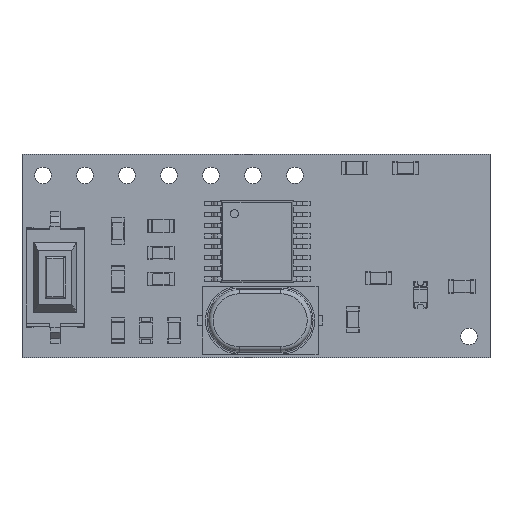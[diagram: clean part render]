
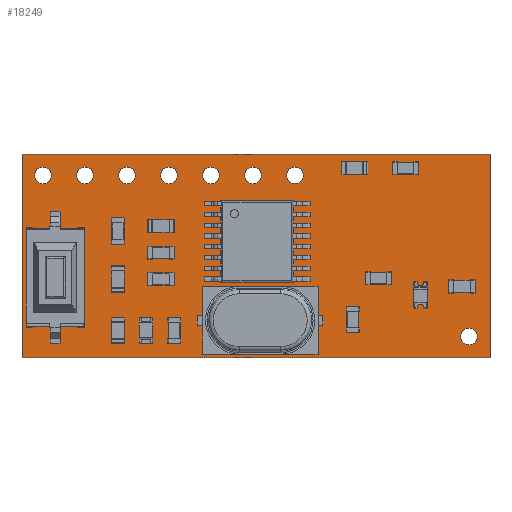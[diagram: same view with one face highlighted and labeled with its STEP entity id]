
A CAD part, top view. The second image highlights one B-rep face of the part: STEP entity #18249.
In plain terms, the highlighted planar face has unit normal (0, 0, 1).
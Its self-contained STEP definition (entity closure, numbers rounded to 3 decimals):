
#18049 = VERTEX_POINT('',#18050);
#18050 = CARTESIAN_POINT('',(158.3,-102.3,1.51));
#18056 = EDGE_CURVE('',#18049,#18057,#18059,.T.);
#18057 = VERTEX_POINT('',#18058);
#18058 = CARTESIAN_POINT('',(130.,-102.3,1.51));
#18059 = LINE('',#18060,#18061);
#18060 = CARTESIAN_POINT('',(158.3,-102.3,1.51));
#18061 = VECTOR('',#18062,1.);
#18062 = DIRECTION('',(-1.,0.,0.));
#18089 = VERTEX_POINT('',#18090);
#18090 = CARTESIAN_POINT('',(158.3,-90.,1.51));
#18096 = EDGE_CURVE('',#18089,#18049,#18097,.T.);
#18097 = LINE('',#18098,#18099);
#18098 = CARTESIAN_POINT('',(158.3,-90.,1.51));
#18099 = VECTOR('',#18100,1.);
#18100 = DIRECTION('',(0.,-1.,0.));
#18118 = EDGE_CURVE('',#18057,#18119,#18121,.T.);
#18119 = VERTEX_POINT('',#18120);
#18120 = CARTESIAN_POINT('',(130.,-90.,1.51));
#18121 = LINE('',#18122,#18123);
#18122 = CARTESIAN_POINT('',(130.,-102.3,1.51));
#18123 = VECTOR('',#18124,1.);
#18124 = DIRECTION('',(0.,1.,0.));
#18249 = ADVANCED_FACE('',(#18250,#18261,#18272,#18283,#18294,#18305,
    #18316,#18327,#18338),#18349,.T.);
#18250 = FACE_BOUND('',#18251,.T.);
#18251 = EDGE_LOOP('',(#18252,#18253,#18254,#18260));
#18252 = ORIENTED_EDGE('',*,*,#18056,.F.);
#18253 = ORIENTED_EDGE('',*,*,#18096,.F.);
#18254 = ORIENTED_EDGE('',*,*,#18255,.F.);
#18255 = EDGE_CURVE('',#18119,#18089,#18256,.T.);
#18256 = LINE('',#18257,#18258);
#18257 = CARTESIAN_POINT('',(130.,-90.,1.51));
#18258 = VECTOR('',#18259,1.);
#18259 = DIRECTION('',(1.,0.,0.));
#18260 = ORIENTED_EDGE('',*,*,#18118,.F.);
#18261 = FACE_BOUND('',#18262,.T.);
#18262 = EDGE_LOOP('',(#18263));
#18263 = ORIENTED_EDGE('',*,*,#18264,.T.);
#18264 = EDGE_CURVE('',#18265,#18265,#18267,.T.);
#18265 = VERTEX_POINT('',#18266);
#18266 = CARTESIAN_POINT('',(157.03,-101.53,1.51));
#18267 = CIRCLE('',#18268,0.5);
#18268 = AXIS2_PLACEMENT_3D('',#18269,#18270,#18271);
#18269 = CARTESIAN_POINT('',(157.03,-101.03,1.51));
#18270 = DIRECTION('',(-0.,0.,-1.));
#18271 = DIRECTION('',(-0.,-1.,0.));
#18272 = FACE_BOUND('',#18273,.T.);
#18273 = EDGE_LOOP('',(#18274));
#18274 = ORIENTED_EDGE('',*,*,#18275,.T.);
#18275 = EDGE_CURVE('',#18276,#18276,#18278,.T.);
#18276 = VERTEX_POINT('',#18277);
#18277 = CARTESIAN_POINT('',(131.27,-91.77,1.51));
#18278 = CIRCLE('',#18279,0.5);
#18279 = AXIS2_PLACEMENT_3D('',#18280,#18281,#18282);
#18280 = CARTESIAN_POINT('',(131.27,-91.27,1.51));
#18281 = DIRECTION('',(-0.,0.,-1.));
#18282 = DIRECTION('',(-0.,-1.,0.));
#18283 = FACE_BOUND('',#18284,.T.);
#18284 = EDGE_LOOP('',(#18285));
#18285 = ORIENTED_EDGE('',*,*,#18286,.T.);
#18286 = EDGE_CURVE('',#18287,#18287,#18289,.T.);
#18287 = VERTEX_POINT('',#18288);
#18288 = CARTESIAN_POINT('',(133.81,-91.77,1.51));
#18289 = CIRCLE('',#18290,0.5);
#18290 = AXIS2_PLACEMENT_3D('',#18291,#18292,#18293);
#18291 = CARTESIAN_POINT('',(133.81,-91.27,1.51));
#18292 = DIRECTION('',(-0.,0.,-1.));
#18293 = DIRECTION('',(-0.,-1.,0.));
#18294 = FACE_BOUND('',#18295,.T.);
#18295 = EDGE_LOOP('',(#18296));
#18296 = ORIENTED_EDGE('',*,*,#18297,.T.);
#18297 = EDGE_CURVE('',#18298,#18298,#18300,.T.);
#18298 = VERTEX_POINT('',#18299);
#18299 = CARTESIAN_POINT('',(136.35,-91.77,1.51));
#18300 = CIRCLE('',#18301,0.5);
#18301 = AXIS2_PLACEMENT_3D('',#18302,#18303,#18304);
#18302 = CARTESIAN_POINT('',(136.35,-91.27,1.51));
#18303 = DIRECTION('',(-0.,0.,-1.));
#18304 = DIRECTION('',(-0.,-1.,0.));
#18305 = FACE_BOUND('',#18306,.T.);
#18306 = EDGE_LOOP('',(#18307));
#18307 = ORIENTED_EDGE('',*,*,#18308,.T.);
#18308 = EDGE_CURVE('',#18309,#18309,#18311,.T.);
#18309 = VERTEX_POINT('',#18310);
#18310 = CARTESIAN_POINT('',(138.89,-91.77,1.51));
#18311 = CIRCLE('',#18312,0.5);
#18312 = AXIS2_PLACEMENT_3D('',#18313,#18314,#18315);
#18313 = CARTESIAN_POINT('',(138.89,-91.27,1.51));
#18314 = DIRECTION('',(-0.,0.,-1.));
#18315 = DIRECTION('',(-0.,-1.,0.));
#18316 = FACE_BOUND('',#18317,.T.);
#18317 = EDGE_LOOP('',(#18318));
#18318 = ORIENTED_EDGE('',*,*,#18319,.T.);
#18319 = EDGE_CURVE('',#18320,#18320,#18322,.T.);
#18320 = VERTEX_POINT('',#18321);
#18321 = CARTESIAN_POINT('',(141.43,-91.77,1.51));
#18322 = CIRCLE('',#18323,0.5);
#18323 = AXIS2_PLACEMENT_3D('',#18324,#18325,#18326);
#18324 = CARTESIAN_POINT('',(141.43,-91.27,1.51));
#18325 = DIRECTION('',(-0.,0.,-1.));
#18326 = DIRECTION('',(-0.,-1.,0.));
#18327 = FACE_BOUND('',#18328,.T.);
#18328 = EDGE_LOOP('',(#18329));
#18329 = ORIENTED_EDGE('',*,*,#18330,.T.);
#18330 = EDGE_CURVE('',#18331,#18331,#18333,.T.);
#18331 = VERTEX_POINT('',#18332);
#18332 = CARTESIAN_POINT('',(143.97,-91.77,1.51));
#18333 = CIRCLE('',#18334,0.5);
#18334 = AXIS2_PLACEMENT_3D('',#18335,#18336,#18337);
#18335 = CARTESIAN_POINT('',(143.97,-91.27,1.51));
#18336 = DIRECTION('',(-0.,0.,-1.));
#18337 = DIRECTION('',(-0.,-1.,0.));
#18338 = FACE_BOUND('',#18339,.T.);
#18339 = EDGE_LOOP('',(#18340));
#18340 = ORIENTED_EDGE('',*,*,#18341,.T.);
#18341 = EDGE_CURVE('',#18342,#18342,#18344,.T.);
#18342 = VERTEX_POINT('',#18343);
#18343 = CARTESIAN_POINT('',(146.51,-91.77,1.51));
#18344 = CIRCLE('',#18345,0.5);
#18345 = AXIS2_PLACEMENT_3D('',#18346,#18347,#18348);
#18346 = CARTESIAN_POINT('',(146.51,-91.27,1.51));
#18347 = DIRECTION('',(-0.,0.,-1.));
#18348 = DIRECTION('',(-0.,-1.,0.));
#18349 = PLANE('',#18350);
#18350 = AXIS2_PLACEMENT_3D('',#18351,#18352,#18353);
#18351 = CARTESIAN_POINT('',(0.,0.,1.51));
#18352 = DIRECTION('',(0.,0.,1.));
#18353 = DIRECTION('',(1.,0.,-0.));
